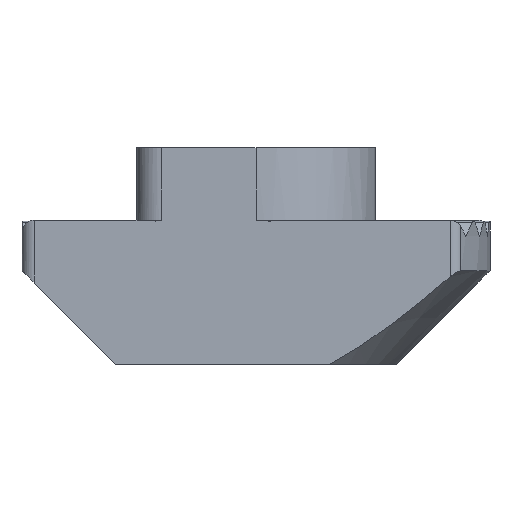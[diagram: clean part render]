
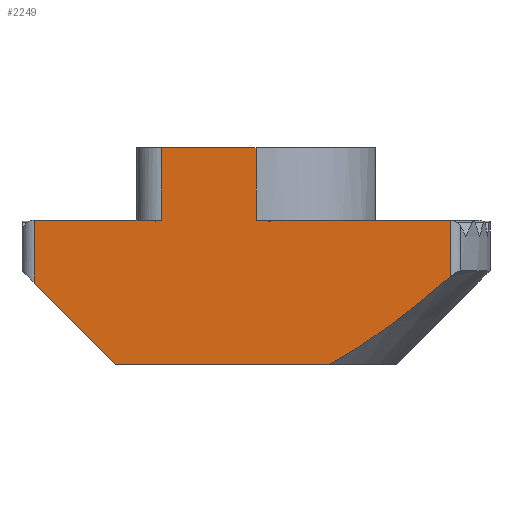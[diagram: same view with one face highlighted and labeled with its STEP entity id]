
A CAD part, front view. The second image highlights one B-rep face of the part: STEP entity #2249.
In plain terms, the highlighted planar face has unit normal (0, -1, 0).
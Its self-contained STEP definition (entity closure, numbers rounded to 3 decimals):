
#81 = CARTESIAN_POINT ( 'NONE',  ( 7.111, -4.85, 2.898 ) ) ;
#91 = CARTESIAN_POINT ( 'NONE',  ( 7.879, -4.85, 3.552 ) ) ;
#97 = VECTOR ( 'NONE', #617, 1000. ) ;
#112 = CARTESIAN_POINT ( 'NONE',  ( -9.5, -4.85, 3.8 ) ) ;
#148 = ORIENTED_EDGE ( 'NONE', *, *, #1718, .T. ) ;
#253 = DIRECTION ( 'NONE',  ( -1., 0., 0. ) ) ;
#304 = LINE ( 'NONE', #1447, #1979 ) ;
#340 = VERTEX_POINT ( 'NONE', #2028 ) ;
#384 = FACE_OUTER_BOUND ( 'NONE', #1384, .T. ) ;
#387 = ORIENTED_EDGE ( 'NONE', *, *, #782, .T. ) ;
#458 = ORIENTED_EDGE ( 'NONE', *, *, #1073, .T. ) ;
#531 = B_SPLINE_CURVE_WITH_KNOTS ( 'NONE', 3,
 ( #905, #857, #670, #928, #934, #972, #81, #91 ),
 .UNSPECIFIED., .F., .F.,
 ( 4, 2, 2, 4 ),
 ( 0., 0.002, 0.003, 0.006 ),
 .UNSPECIFIED. ) ;
#532 = LINE ( 'NONE', #1849, #2139 ) ;
#568 = VERTEX_POINT ( 'NONE', #1381 ) ;
#617 = DIRECTION ( 'NONE',  ( 0.707, 0., -0.707 ) ) ;
#670 = CARTESIAN_POINT ( 'NONE',  ( 3.876, -4.85, 0.5 ) ) ;
#701 = CARTESIAN_POINT ( 'NONE',  ( -3.85, -4.85, 5.85 ) ) ;
#741 = CARTESIAN_POINT ( 'NONE',  ( 7.879, -4.85, 5.85 ) ) ;
#751 = ORIENTED_EDGE ( 'NONE', *, *, #874, .F. ) ;
#772 = EDGE_CURVE ( 'NONE', #2102, #1058, #531, .T. ) ;
#782 = EDGE_CURVE ( 'NONE', #1898, #2102, #1882, .T. ) ;
#791 = VERTEX_POINT ( 'NONE', #1303 ) ;
#857 = CARTESIAN_POINT ( 'NONE',  ( 3.445, -4.85, 0.237 ) ) ;
#862 = EDGE_CURVE ( 'NONE', #568, #340, #532, .T. ) ;
#874 = EDGE_CURVE ( 'NONE', #2784, #791, #2724, .T. ) ;
#889 = VERTEX_POINT ( 'NONE', #1620 ) ;
#896 = CARTESIAN_POINT ( 'NONE',  ( -9.5, -4.85, 0. ) ) ;
#905 = CARTESIAN_POINT ( 'NONE',  ( 2.995, -4.85, 0. ) ) ;
#928 = CARTESIAN_POINT ( 'NONE',  ( 4.716, -4.85, 1.057 ) ) ;
#934 = CARTESIAN_POINT ( 'NONE',  ( 5.125, -4.85, 1.351 ) ) ;
#964 = VECTOR ( 'NONE', #1981, 1000. ) ;
#972 = CARTESIAN_POINT ( 'NONE',  ( 6.332, -4.85, 2.258 ) ) ;
#1058 = VERTEX_POINT ( 'NONE', #1768 ) ;
#1067 = EDGE_CURVE ( 'NONE', #1301, #791, #1506, .T. ) ;
#1073 = EDGE_CURVE ( 'NONE', #889, #568, #1366, .T. ) ;
#1097 = DIRECTION ( 'NONE',  ( 1., 0., 0. ) ) ;
#1175 = CARTESIAN_POINT ( 'NONE',  ( -5.7, -4.85, 0. ) ) ;
#1191 = ORIENTED_EDGE ( 'NONE', *, *, #2215, .T. ) ;
#1202 = DIRECTION ( 'NONE',  ( 0., 0., -1. ) ) ;
#1230 = CARTESIAN_POINT ( 'NONE',  ( 0., -4.85, 8.8 ) ) ;
#1294 = ORIENTED_EDGE ( 'NONE', *, *, #1067, .T. ) ;
#1301 = VERTEX_POINT ( 'NONE', #741 ) ;
#1303 = CARTESIAN_POINT ( 'NONE',  ( 0., -4.85, 5.85 ) ) ;
#1329 = CARTESIAN_POINT ( 'NONE',  ( -9.5, -4.85, 5.85 ) ) ;
#1366 = LINE ( 'NONE', #701, #1614 ) ;
#1381 = CARTESIAN_POINT ( 'NONE',  ( -3.85, -4.85, 5.85 ) ) ;
#1384 = EDGE_LOOP ( 'NONE', ( #1191, #458, #2221, #148, #1682, #387, #1487, #2083, #1294, #751 ) ) ;
#1432 = AXIS2_PLACEMENT_3D ( 'NONE', #2556, #2776, #1454 ) ;
#1438 = CARTESIAN_POINT ( 'NONE',  ( 0., -4.85, 8.8 ) ) ;
#1447 = CARTESIAN_POINT ( 'NONE',  ( -9., -4.85, 5.9 ) ) ;
#1454 = DIRECTION ( 'NONE',  ( 0., 0., 1. ) ) ;
#1475 = CARTESIAN_POINT ( 'NONE',  ( -9., -4.85, 3.3 ) ) ;
#1487 = ORIENTED_EDGE ( 'NONE', *, *, #772, .T. ) ;
#1506 = LINE ( 'NONE', #1329, #1954 ) ;
#1540 = VECTOR ( 'NONE', #1647, 1000. ) ;
#1610 = DIRECTION ( 'NONE',  ( -1., 0., 0. ) ) ;
#1614 = VECTOR ( 'NONE', #1996, 1000. ) ;
#1620 = CARTESIAN_POINT ( 'NONE',  ( -3.85, -4.85, 8.8 ) ) ;
#1647 = DIRECTION ( 'NONE',  ( -1., 0., 0. ) ) ;
#1657 = EDGE_CURVE ( 'NONE', #1058, #1301, #2196, .T. ) ;
#1660 = PLANE ( 'NONE',  #1432 ) ;
#1682 = ORIENTED_EDGE ( 'NONE', *, *, #1794, .T. ) ;
#1718 = EDGE_CURVE ( 'NONE', #340, #2294, #304, .T. ) ;
#1768 = CARTESIAN_POINT ( 'NONE',  ( 7.879, -4.85, 3.552 ) ) ;
#1794 = EDGE_CURVE ( 'NONE', #2294, #1898, #2429, .T. ) ;
#1849 = CARTESIAN_POINT ( 'NONE',  ( -9.5, -4.85, 5.85 ) ) ;
#1882 = LINE ( 'NONE', #896, #2345 ) ;
#1898 = VERTEX_POINT ( 'NONE', #1175 ) ;
#1954 = VECTOR ( 'NONE', #253, 1000. ) ;
#1957 = CARTESIAN_POINT ( 'NONE',  ( 0., -4.85, 8.8 ) ) ;
#1979 = VECTOR ( 'NONE', #1202, 1000. ) ;
#1981 = DIRECTION ( 'NONE',  ( 0., 0., -1. ) ) ;
#1996 = DIRECTION ( 'NONE',  ( 0., 0., -1. ) ) ;
#2007 = CARTESIAN_POINT ( 'NONE',  ( 2.995, -4.85, 0. ) ) ;
#2028 = CARTESIAN_POINT ( 'NONE',  ( -9., -4.85, 5.85 ) ) ;
#2059 = DIRECTION ( 'NONE',  ( 0., 0., 1. ) ) ;
#2083 = ORIENTED_EDGE ( 'NONE', *, *, #1657, .T. ) ;
#2102 = VERTEX_POINT ( 'NONE', #2007 ) ;
#2133 = LINE ( 'NONE', #1438, #1540 ) ;
#2139 = VECTOR ( 'NONE', #1610, 1000. ) ;
#2196 = LINE ( 'NONE', #2481, #2717 ) ;
#2215 = EDGE_CURVE ( 'NONE', #2784, #889, #2133, .T. ) ;
#2221 = ORIENTED_EDGE ( 'NONE', *, *, #862, .T. ) ;
#2249 = ADVANCED_FACE ( 'NONE', ( #384 ), #1660, .F. ) ;
#2294 = VERTEX_POINT ( 'NONE', #1475 ) ;
#2345 = VECTOR ( 'NONE', #1097, 1000. ) ;
#2429 = LINE ( 'NONE', #112, #97 ) ;
#2481 = CARTESIAN_POINT ( 'NONE',  ( 7.879, -4.85, 5.9 ) ) ;
#2556 = CARTESIAN_POINT ( 'NONE',  ( -9.5, -4.85, 5.9 ) ) ;
#2717 = VECTOR ( 'NONE', #2059, 1000. ) ;
#2724 = LINE ( 'NONE', #1957, #964 ) ;
#2776 = DIRECTION ( 'NONE',  ( 0., 1., 0. ) ) ;
#2784 = VERTEX_POINT ( 'NONE', #1230 ) ;
